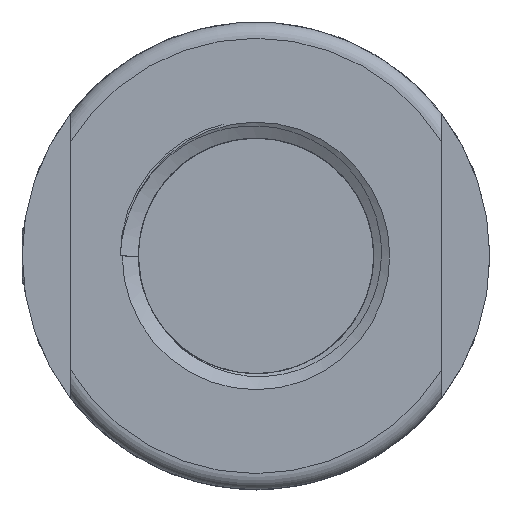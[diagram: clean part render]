
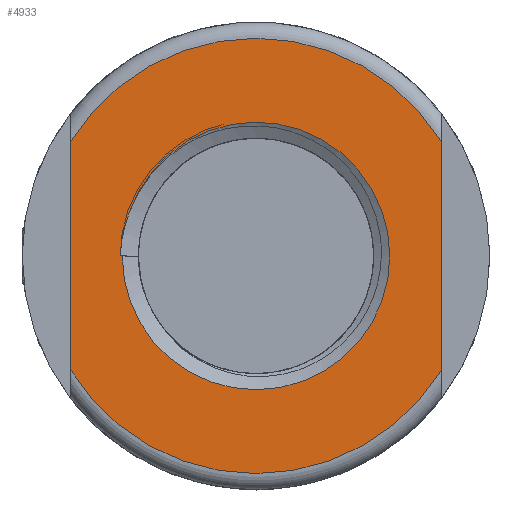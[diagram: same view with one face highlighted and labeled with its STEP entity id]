
A CAD part, left-side view. The second image highlights one B-rep face of the part: STEP entity #4933.
In plain terms, the highlighted planar face has unit normal (-1, 0, 0).
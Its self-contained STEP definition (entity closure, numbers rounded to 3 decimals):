
#177=PLANE('',#5574);
#232=FACE_BOUND('',#1588,.T.);
#666=LINE('',#17984,#874);
#667=LINE('',#17988,#875);
#668=LINE('',#17994,#876);
#874=VECTOR('',#6922,1000.);
#875=VECTOR('',#6925,1000.);
#876=VECTOR('',#6930,1000.);
#1279=FACE_OUTER_BOUND('',#1587,.T.);
#1587=EDGE_LOOP('',(#4578,#4579,#4580,#4581));
#1588=EDGE_LOOP('',(#4582,#4583,#4584));
#1913=CIRCLE('',#5575,13.5);
#1914=CIRCLE('',#5576,13.5);
#1915=CIRCLE('',#5577,8.297);
#1916=CIRCLE('',#5578,8.265);
#2450=VERTEX_POINT('',#17982);
#2451=VERTEX_POINT('',#17983);
#2452=VERTEX_POINT('',#17985);
#2453=VERTEX_POINT('',#17987);
#2454=VERTEX_POINT('',#17990);
#2455=VERTEX_POINT('',#17991);
#2456=VERTEX_POINT('',#17993);
#3170=EDGE_CURVE('',#2450,#2451,#666,.T.);
#3171=EDGE_CURVE('',#2452,#2450,#1913,.T.);
#3172=EDGE_CURVE('',#2453,#2452,#667,.T.);
#3173=EDGE_CURVE('',#2451,#2453,#1914,.T.);
#3174=EDGE_CURVE('',#2454,#2455,#1915,.T.);
#3175=EDGE_CURVE('',#2455,#2456,#668,.T.);
#3176=EDGE_CURVE('',#2454,#2456,#1916,.T.);
#4578=ORIENTED_EDGE('',*,*,#3170,.F.);
#4579=ORIENTED_EDGE('',*,*,#3171,.F.);
#4580=ORIENTED_EDGE('',*,*,#3172,.F.);
#4581=ORIENTED_EDGE('',*,*,#3173,.F.);
#4582=ORIENTED_EDGE('',*,*,#3174,.T.);
#4583=ORIENTED_EDGE('',*,*,#3175,.T.);
#4584=ORIENTED_EDGE('',*,*,#3176,.F.);
#4933=ADVANCED_FACE('',(#1279,#232),#177,.T.);
#5574=AXIS2_PLACEMENT_3D('',#17981,#6920,#6921);
#5575=AXIS2_PLACEMENT_3D('',#17986,#6923,#6924);
#5576=AXIS2_PLACEMENT_3D('',#17989,#6926,#6927);
#5577=AXIS2_PLACEMENT_3D('',#17992,#6928,#6929);
#5578=AXIS2_PLACEMENT_3D('',#17995,#6931,#6932);
#6920=DIRECTION('center_axis',(-1.,0.,0.));
#6921=DIRECTION('ref_axis',(0.,1.,0.));
#6922=DIRECTION('',(0.,0.,1.));
#6923=DIRECTION('center_axis',(1.,0.,0.));
#6924=DIRECTION('ref_axis',(0.,-1.,0.));
#6925=DIRECTION('',(0.,0.,-1.));
#6926=DIRECTION('center_axis',(1.,0.,0.));
#6927=DIRECTION('ref_axis',(0.,-1.,0.));
#6928=DIRECTION('center_axis',(1.,0.,0.));
#6929=DIRECTION('ref_axis',(0.,-1.,0.));
#6930=DIRECTION('',(0.,1.,0.));
#6931=DIRECTION('center_axis',(-1.,0.,0.));
#6932=DIRECTION('ref_axis',(0.,0.999,0.042));
#17981=CARTESIAN_POINT('Origin',(-15.304,-8.297,0.));
#17982=CARTESIAN_POINT('',(-15.304,11.503,-7.066));
#17983=CARTESIAN_POINT('',(-15.304,11.503,7.066));
#17984=CARTESIAN_POINT('',(-15.304,11.503,0.));
#17985=CARTESIAN_POINT('',(-15.304,-11.497,-7.076));
#17986=CARTESIAN_POINT('Origin',(-15.304,0.,
0.));
#17987=CARTESIAN_POINT('',(-15.304,-11.497,7.076));
#17988=CARTESIAN_POINT('',(-15.304,-11.497,0.));
#17989=CARTESIAN_POINT('Origin',(-15.304,0.,
0.));
#17990=CARTESIAN_POINT('',(-15.304,7.835,2.73));
#17991=CARTESIAN_POINT('',(-15.304,8.297,0.));
#17992=CARTESIAN_POINT('Origin',(-15.304,0.,
0.));
#17993=CARTESIAN_POINT('',(-15.304,8.421,0.));
#17994=CARTESIAN_POINT('',(-15.304,-8.297,0.));
#17995=CARTESIAN_POINT('Origin',(-15.304,0.163,-0.346));
